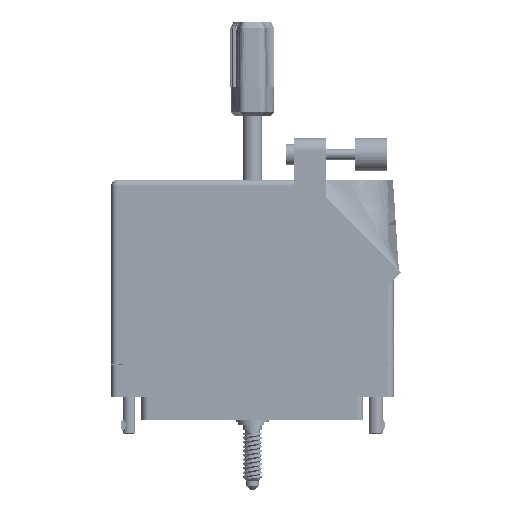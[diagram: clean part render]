
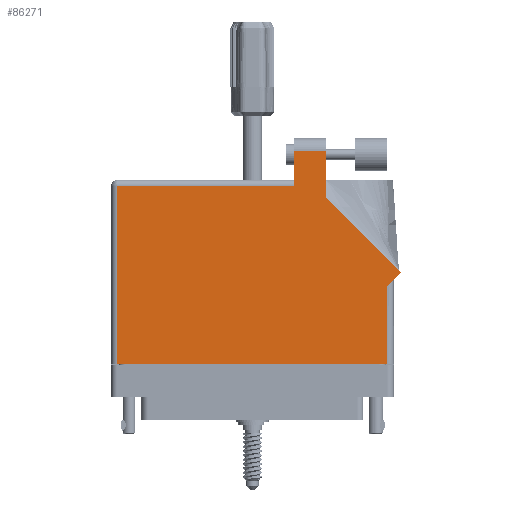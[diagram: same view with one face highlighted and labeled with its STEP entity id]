
A CAD part, front view. The second image highlights one B-rep face of the part: STEP entity #86271.
In plain terms, the highlighted face is planar.
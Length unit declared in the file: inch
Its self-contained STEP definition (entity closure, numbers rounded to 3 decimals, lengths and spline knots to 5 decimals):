
#2401 = VECTOR ( 'NONE', #87608, 39.37008 ) ;
#2857 = AXIS2_PLACEMENT_3D ( 'NONE', #54960, #41195, #93568 ) ;
#3102 = DIRECTION ( 'NONE',  ( 0., 1., 0. ) ) ;
#3815 = VECTOR ( 'NONE', #37261, 39.37008 ) ;
#3881 = VERTEX_POINT ( 'NONE', #30658 ) ;
#4844 = DIRECTION ( 'NONE',  ( -1., 0., 0. ) ) ;
#5382 = CARTESIAN_POINT ( 'NONE',  ( 0.399, 1.675, 0.617 ) ) ;
#5993 = DIRECTION ( 'NONE',  ( 0., -1., 0. ) ) ;
#6506 = LINE ( 'NONE', #20141, #61708 ) ;
#7068 = LINE ( 'NONE', #32306, #59806 ) ;
#8524 = ORIENTED_EDGE ( 'NONE', *, *, #51027, .T. ) ;
#8710 = EDGE_CURVE ( 'NONE', #22735, #3881, #53027, .T. ) ;
#10419 = DIRECTION ( 'NONE',  ( -1., 0., 0. ) ) ;
#11594 = DIRECTION ( 'NONE',  ( 0., -1., 0. ) ) ;
#15184 = CARTESIAN_POINT ( 'NONE',  ( 1.42971, 0.78571, 0.617 ) ) ;
#18421 = VERTEX_POINT ( 'NONE', #80930 ) ;
#18461 = VECTOR ( 'NONE', #92622, 39.37008 ) ;
#19764 = CARTESIAN_POINT ( 'NONE',  ( 0.399, 1.613, 0.617 ) ) ;
#20141 = CARTESIAN_POINT ( 'NONE',  ( -1.297, -0.1, 0.617 ) ) ;
#21185 = CARTESIAN_POINT ( 'NONE',  ( 1.42971, 0.78571, 0.617 ) ) ;
#22335 = EDGE_CURVE ( 'NONE', #69221, #58421, #28653, .T. ) ;
#22350 = LINE ( 'NONE', #21185, #2401 ) ;
#22735 = VERTEX_POINT ( 'NONE', #19764 ) ;
#23301 = VERTEX_POINT ( 'NONE', #55582 ) ;
#24617 = ORIENTED_EDGE ( 'NONE', *, *, #72698, .T. ) ;
#25275 = FACE_OUTER_BOUND ( 'NONE', #54435, .T. ) ;
#25987 = VECTOR ( 'NONE', #10419, 39.37008 ) ;
#27500 = CARTESIAN_POINT ( 'NONE',  ( 0.706, 1.95, 0.617 ) ) ;
#27567 = VECTOR ( 'NONE', #66338, 39.37008 ) ;
#28498 = EDGE_CURVE ( 'NONE', #88659, #69221, #7068, .T. ) ;
#28653 = LINE ( 'NONE', #57587, #96450 ) ;
#30658 = CARTESIAN_POINT ( 'NONE',  ( -1.297, 1.613, 0.617 ) ) ;
#32306 = CARTESIAN_POINT ( 'NONE',  ( 0.706, 1.50942, 0.617 ) ) ;
#32690 = EDGE_CURVE ( 'NONE', #23301, #72305, #56837, .T. ) ;
#37261 = DIRECTION ( 'NONE',  ( 0.707, 0.707, 0. ) ) ;
#40294 = EDGE_CURVE ( 'NONE', #72305, #45249, #81138, .T. ) ;
#41195 = DIRECTION ( 'NONE',  ( 0., 0., -1. ) ) ;
#43445 = CARTESIAN_POINT ( 'NONE',  ( 1.297, 0.715, 0.617 ) ) ;
#45249 = VERTEX_POINT ( 'NONE', #15184 ) ;
#45568 = CARTESIAN_POINT ( 'NONE',  ( 0.399, 1.95, 0.617 ) ) ;
#51027 = EDGE_CURVE ( 'NONE', #18421, #23301, #71152, .T. ) ;
#53027 = LINE ( 'NONE', #92665, #25987 ) ;
#53320 = CARTESIAN_POINT ( 'NONE',  ( 1.359, 0.715, 0.617 ) ) ;
#54435 = EDGE_LOOP ( 'NONE', ( #77343, #61773, #24617, #59949, #63096, #8524, #71547, #66019, #55851 ) ) ;
#54960 = CARTESIAN_POINT ( 'NONE',  ( -1.359, 1.675, 0.617 ) ) ;
#55582 = CARTESIAN_POINT ( 'NONE',  ( 1.297, -0.1, 0.617 ) ) ;
#55851 = ORIENTED_EDGE ( 'NONE', *, *, #63171, .T. ) ;
#56837 = LINE ( 'NONE', #43445, #27567 ) ;
#57587 = CARTESIAN_POINT ( 'NONE',  ( 0.399, 1.95, 0.617 ) ) ;
#58421 = VERTEX_POINT ( 'NONE', #45568 ) ;
#58743 = LINE ( 'NONE', #5382, #90372 ) ;
#59806 = VECTOR ( 'NONE', #3102, 39.37008 ) ;
#59949 = ORIENTED_EDGE ( 'NONE', *, *, #8710, .T. ) ;
#61708 = VECTOR ( 'NONE', #11594, 39.37008 ) ;
#61773 = ORIENTED_EDGE ( 'NONE', *, *, #22335, .T. ) ;
#63096 = ORIENTED_EDGE ( 'NONE', *, *, #66229, .T. ) ;
#63171 = EDGE_CURVE ( 'NONE', #45249, #88659, #22350, .T. ) ;
#66019 = ORIENTED_EDGE ( 'NONE', *, *, #40294, .T. ) ;
#66229 = EDGE_CURVE ( 'NONE', #3881, #18421, #6506, .T. ) ;
#66338 = DIRECTION ( 'NONE',  ( 0., 1., 0. ) ) ;
#69221 = VERTEX_POINT ( 'NONE', #27500 ) ;
#71152 = LINE ( 'NONE', #85082, #18461 ) ;
#71547 = ORIENTED_EDGE ( 'NONE', *, *, #32690, .T. ) ;
#72305 = VERTEX_POINT ( 'NONE', #82995 ) ;
#72698 = EDGE_CURVE ( 'NONE', #58421, #22735, #58743, .T. ) ;
#77343 = ORIENTED_EDGE ( 'NONE', *, *, #28498, .T. ) ;
#80930 = CARTESIAN_POINT ( 'NONE',  ( -1.297, -0.1, 0.617 ) ) ;
#81138 = LINE ( 'NONE', #53320, #3815 ) ;
#82209 = CARTESIAN_POINT ( 'NONE',  ( 0.706, 1.50942, 0.617 ) ) ;
#82995 = CARTESIAN_POINT ( 'NONE',  ( 1.297, 0.653, 0.617 ) ) ;
#85082 = CARTESIAN_POINT ( 'NONE',  ( -1.359, -0.1, 0.617 ) ) ;
#85989 = PLANE ( 'NONE',  #2857 ) ;
#86271 = ADVANCED_FACE ( 'NONE', ( #25275 ), #85989, .F. ) ;
#87608 = DIRECTION ( 'NONE',  ( -0.707, 0.707, 0. ) ) ;
#88659 = VERTEX_POINT ( 'NONE', #82209 ) ;
#90372 = VECTOR ( 'NONE', #5993, 39.37008 ) ;
#92622 = DIRECTION ( 'NONE',  ( 1., 0., 0. ) ) ;
#92665 = CARTESIAN_POINT ( 'NONE',  ( -1.359, 1.613, 0.617 ) ) ;
#93568 = DIRECTION ( 'NONE',  ( -1., 0., 0. ) ) ;
#96450 = VECTOR ( 'NONE', #4844, 39.37008 ) ;
